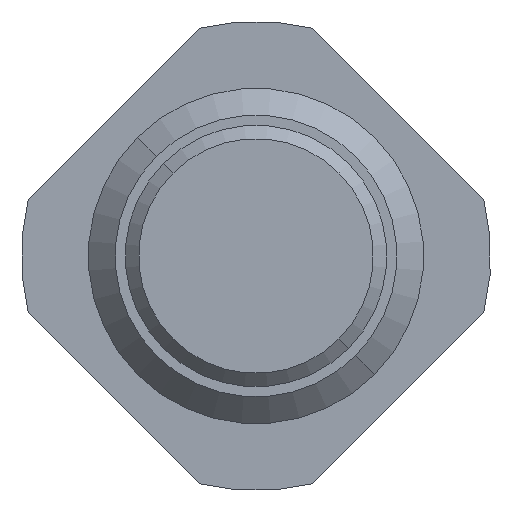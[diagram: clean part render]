
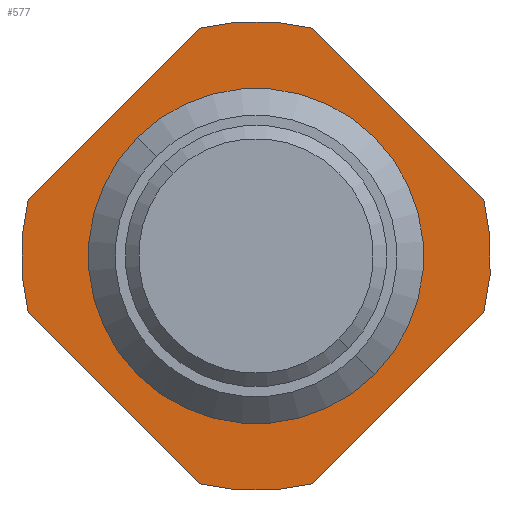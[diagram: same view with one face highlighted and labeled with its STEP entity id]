
A CAD part, front view. The second image highlights one B-rep face of the part: STEP entity #577.
In plain terms, the highlighted planar face has unit normal (0, -1, 0).
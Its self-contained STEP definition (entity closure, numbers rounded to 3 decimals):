
#3 = VERTEX_POINT ( 'NONE', #2781 ) ;
#7 = AXIS2_PLACEMENT_3D ( 'NONE', #2431, #2400, #3013 ) ;
#43 = AXIS2_PLACEMENT_3D ( 'NONE', #1074, #3171, #3425 ) ;
#46 = ORIENTED_EDGE ( 'NONE', *, *, #2523, .T. ) ;
#59 = CARTESIAN_POINT ( 'NONE',  ( 0., 5.348, 0. ) ) ;
#117 = CARTESIAN_POINT ( 'NONE',  ( -1.698, 5.348, 0.423 ) ) ;
#149 = CARTESIAN_POINT ( 'NONE',  ( -2.298, 5.348, 0.177 ) ) ;
#170 = AXIS2_PLACEMENT_3D ( 'NONE', #1454, #2063, #2671 ) ;
#213 = FACE_BOUND ( 'NONE', #2575, .T. ) ;
#223 = DIRECTION ( 'NONE',  ( 0., 1., 0. ) ) ;
#248 = CARTESIAN_POINT ( 'NONE',  ( -0.423, 5.348, -1.698 ) ) ;
#275 = CARTESIAN_POINT ( 'NONE',  ( 1.698, 5.348, 0.423 ) ) ;
#281 = PLANE ( 'NONE',  #170 ) ;
#362 = ORIENTED_EDGE ( 'NONE', *, *, #3004, .T. ) ;
#527 = EDGE_CURVE ( 'Defeature ausgef�hrt3_15+Defeature ausgef�hrt3_11+Defeature ausgef�hrt3_24+Defeature ausgef�hrt3_25', #2073, #2249, #980, .T. ) ;
#531 = DIRECTION ( 'NONE',  ( 0., 1., 0. ) ) ;
#540 = CARTESIAN_POINT ( 'NONE',  ( 0., 5.348, 0. ) ) ;
#571 = DIRECTION ( 'NONE',  ( -0.707, 0., 0.707 ) ) ;
#577 = ADVANCED_FACE ( 'Defeature ausgef�hrt3_11', ( #213, #3256 ), #281, .F. ) ;
#720 = DIRECTION ( 'NONE',  ( 0.707, 0., -0.707 ) ) ;
#733 = ORIENTED_EDGE ( 'NONE', *, *, #527, .F. ) ;
#803 = LINE ( 'NONE', #3320, #3611 ) ;
#822 = DIRECTION ( 'NONE',  ( 0., 1., 0. ) ) ;
#850 = LINE ( 'NONE', #149, #3283 ) ;
#883 = EDGE_CURVE ( 'Defeature ausgef�hrt3_11+Defeature ausgef�hrt3_10+Defeature ausgef�hrt3_10+Defeature ausgef�hrt3_10', #884, #2573, #2051, .T. ) ;
#884 = VERTEX_POINT ( 'NONE', #3130 ) ;
#911 = EDGE_CURVE ( 'Defeature ausgef�hrt3_14+Defeature ausgef�hrt3_11+Defeature ausgef�hrt3_26+Defeature ausgef�hrt3_23', #2898, #1888, #2643, .T. ) ;
#980 = CIRCLE ( 'NONE', #1882, 1.75 ) ;
#1074 = CARTESIAN_POINT ( 'NONE',  ( 0., 5.348, 0. ) ) ;
#1168 = CARTESIAN_POINT ( 'NONE',  ( -0.423, 5.348, 1.698 ) ) ;
#1284 = DIRECTION ( 'NONE',  ( 0.707, 0., 0.707 ) ) ;
#1376 = ORIENTED_EDGE ( 'NONE', *, *, #2311, .F. ) ;
#1389 = EDGE_LOOP ( 'NONE', ( #2497, #3707, #1817, #46, #733, #2989, #1376, #2262 ) ) ;
#1454 = CARTESIAN_POINT ( 'NONE',  ( 1.237, 5.348, 1.237 ) ) ;
#1504 = VERTEX_POINT ( 'NONE', #117 ) ;
#1576 = CARTESIAN_POINT ( 'NONE',  ( 0.423, 5.348, -1.698 ) ) ;
#1603 = DIRECTION ( 'NONE',  ( -0.707, 0., -0.707 ) ) ;
#1636 = CARTESIAN_POINT ( 'NONE',  ( 0., 5.348, 0. ) ) ;
#1694 = EDGE_CURVE ( 'Defeature ausgef�hrt3_11+Defeature ausgef�hrt3_26+Defeature ausgef�hrt3_14+Defeature ausgef�hrt3_17', #2898, #1504, #3287, .T. ) ;
#1697 = DIRECTION ( 'NONE',  ( -0.707, 0., 0.707 ) ) ;
#1817 = ORIENTED_EDGE ( 'NONE', *, *, #2925, .F. ) ;
#1857 = CARTESIAN_POINT ( 'NONE',  ( 0.423, 5.348, 1.698 ) ) ;
#1882 = AXIS2_PLACEMENT_3D ( 'NONE', #2346, #531, #571 ) ;
#1888 = VERTEX_POINT ( 'NONE', #1857 ) ;
#1940 = DIRECTION ( 'NONE',  ( -0.707, 0., 0.707 ) ) ;
#1950 = EDGE_CURVE ( 'Defeature ausgef�hrt3_11+Defeature ausgef�hrt3_24+Defeature ausgef�hrt3_15+Defeature ausgef�hrt3_16', #2073, #2176, #803, .T. ) ;
#1990 = LINE ( 'NONE', #2859, #3565 ) ;
#2051 = CIRCLE ( 'NONE', #43, 1.17 ) ;
#2063 = DIRECTION ( 'NONE',  ( 0., 1., 0. ) ) ;
#2073 = VERTEX_POINT ( 'NONE', #1576 ) ;
#2163 = AXIS2_PLACEMENT_3D ( 'NONE', #59, #3264, #3277 ) ;
#2176 = VERTEX_POINT ( 'NONE', #3713 ) ;
#2249 = VERTEX_POINT ( 'NONE', #248 ) ;
#2250 = DIRECTION ( 'NONE',  ( -0.707, 0., 0.707 ) ) ;
#2262 = ORIENTED_EDGE ( 'NONE', *, *, #2627, .T. ) ;
#2311 = EDGE_CURVE ( 'Defeature ausgef�hrt3_16+Defeature ausgef�hrt3_11+Defeature ausgef�hrt3_23+Defeature ausgef�hrt3_24', #3409, #2176, #2498, .T. ) ;
#2346 = CARTESIAN_POINT ( 'NONE',  ( 0., 5.348, 0. ) ) ;
#2349 = AXIS2_PLACEMENT_3D ( 'NONE', #540, #822, #1697 ) ;
#2371 = CIRCLE ( 'NONE', #7, 1.75 ) ;
#2400 = DIRECTION ( 'NONE',  ( 0., 1., 0. ) ) ;
#2431 = CARTESIAN_POINT ( 'NONE',  ( 0., 5.348, 0. ) ) ;
#2488 = CIRCLE ( 'NONE', #2163, 1.17 ) ;
#2497 = ORIENTED_EDGE ( 'NONE', *, *, #911, .F. ) ;
#2498 = CIRCLE ( 'NONE', #2349, 1.75 ) ;
#2523 = EDGE_CURVE ( 'Defeature ausgef�hrt3_11+Defeature ausgef�hrt3_25+Defeature ausgef�hrt3_17+Defeature ausgef�hrt3_15', #3, #2249, #850, .T. ) ;
#2573 = VERTEX_POINT ( 'NONE', #3661 ) ;
#2575 = EDGE_LOOP ( 'NONE', ( #362, #3740 ) ) ;
#2627 = EDGE_CURVE ( 'Defeature ausgef�hrt3_11+Defeature ausgef�hrt3_23+Defeature ausgef�hrt3_16+Defeature ausgef�hrt3_14', #3409, #1888, #1990, .T. ) ;
#2643 = CIRCLE ( 'NONE', #2743, 1.75 ) ;
#2671 = DIRECTION ( 'NONE',  ( -0.707, 0., 0.707 ) ) ;
#2743 = AXIS2_PLACEMENT_3D ( 'NONE', #1636, #223, #2250 ) ;
#2781 = CARTESIAN_POINT ( 'NONE',  ( -1.698, 5.348, -0.423 ) ) ;
#2859 = CARTESIAN_POINT ( 'NONE',  ( 2.298, 5.348, -0.177 ) ) ;
#2898 = VERTEX_POINT ( 'NONE', #1168 ) ;
#2925 = EDGE_CURVE ( 'Defeature ausgef�hrt3_17+Defeature ausgef�hrt3_11+Defeature ausgef�hrt3_25+Defeature ausgef�hrt3_26', #3, #1504, #2371, .T. ) ;
#2989 = ORIENTED_EDGE ( 'NONE', *, *, #1950, .T. ) ;
#3004 = EDGE_CURVE ( 'Defeature ausgef�hrt3_11+Defeature ausgef�hrt3_10+Defeature ausgef�hrt3_10+Defeature ausgef�hrt3_10', #2573, #884, #2488, .T. ) ;
#3013 = DIRECTION ( 'NONE',  ( -0.707, 0., 0.707 ) ) ;
#3130 = CARTESIAN_POINT ( 'NONE',  ( 0.827, 5.348, -0.827 ) ) ;
#3171 = DIRECTION ( 'NONE',  ( 0., 1., 0. ) ) ;
#3256 = FACE_OUTER_BOUND ( 'NONE', #1389, .T. ) ;
#3264 = DIRECTION ( 'NONE',  ( 0., 1., 0. ) ) ;
#3277 = DIRECTION ( 'NONE',  ( -0.707, 0., 0.707 ) ) ;
#3283 = VECTOR ( 'NONE', #720, 1000. ) ;
#3287 = LINE ( 'NONE', #3432, #3803 ) ;
#3320 = CARTESIAN_POINT ( 'NONE',  ( -0.177, 5.348, -2.298 ) ) ;
#3409 = VERTEX_POINT ( 'NONE', #275 ) ;
#3425 = DIRECTION ( 'NONE',  ( -0.707, 0., 0.707 ) ) ;
#3432 = CARTESIAN_POINT ( 'NONE',  ( 0.177, 5.348, 2.298 ) ) ;
#3565 = VECTOR ( 'NONE', #1940, 1000. ) ;
#3611 = VECTOR ( 'NONE', #1284, 1000. ) ;
#3661 = CARTESIAN_POINT ( 'NONE',  ( -0.827, 5.348, 0.827 ) ) ;
#3707 = ORIENTED_EDGE ( 'NONE', *, *, #1694, .T. ) ;
#3713 = CARTESIAN_POINT ( 'NONE',  ( 1.698, 5.348, -0.423 ) ) ;
#3740 = ORIENTED_EDGE ( 'NONE', *, *, #883, .T. ) ;
#3803 = VECTOR ( 'NONE', #1603, 1000. ) ;
